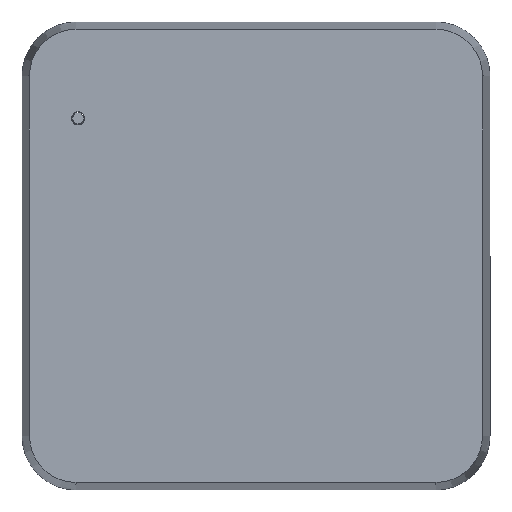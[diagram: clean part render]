
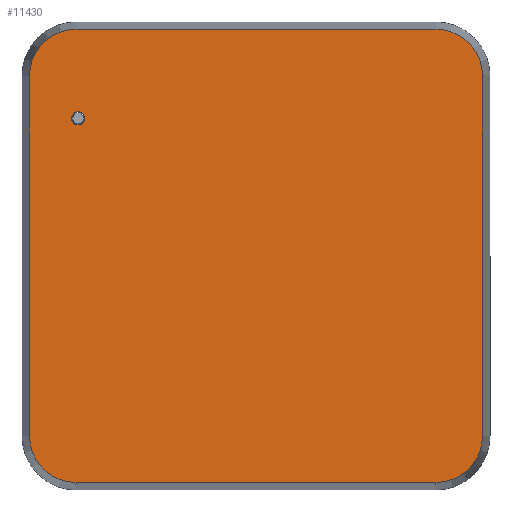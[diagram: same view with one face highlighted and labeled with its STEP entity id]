
A CAD part, top view. The second image highlights one B-rep face of the part: STEP entity #11430.
In plain terms, the highlighted planar face has unit normal (0, 0, 1).
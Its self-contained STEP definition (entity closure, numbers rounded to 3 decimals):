
#187 = VERTEX_POINT ( 'NONE', #5649 ) ;
#189 = LINE ( 'NONE', #1587, #14168 ) ;
#224 = ORIENTED_EDGE ( 'NONE', *, *, #7409, .T. ) ;
#242 = DIRECTION ( 'NONE',  ( 0., 0., 1. ) ) ;
#307 = CIRCLE ( 'NONE', #2451, 10.338 ) ;
#387 = CARTESIAN_POINT ( 'NONE',  ( 12., 92., 25. ) ) ;
#513 = VERTEX_POINT ( 'NONE', #9669 ) ;
#575 = DIRECTION ( 'NONE',  ( -1., 0., 0. ) ) ;
#756 = CARTESIAN_POINT ( 'NONE',  ( 12., 12., 25. ) ) ;
#789 = DIRECTION ( 'NONE',  ( 0., 0., 1. ) ) ;
#790 = CIRCLE ( 'NONE', #9119, 10.338 ) ;
#1100 = EDGE_CURVE ( 'NONE', #1661, #10858, #307, .T. ) ;
#1357 = EDGE_CURVE ( 'NONE', #187, #513, #7590, .T. ) ;
#1406 = CARTESIAN_POINT ( 'NONE',  ( 12., 1.662, 25. ) ) ;
#1441 = AXIS2_PLACEMENT_3D ( 'NONE', #3306, #5607, #12460 ) ;
#1587 = CARTESIAN_POINT ( 'NONE',  ( 102.338, 0., 25. ) ) ;
#1589 = ORIENTED_EDGE ( 'NONE', *, *, #14574, .T. ) ;
#1661 = VERTEX_POINT ( 'NONE', #12939 ) ;
#1682 = CARTESIAN_POINT ( 'NONE',  ( 0., 1.662, 25. ) ) ;
#1733 = DIRECTION ( 'NONE',  ( -1., 0., 0. ) ) ;
#1892 = EDGE_CURVE ( 'NONE', #6040, #10704, #11143, .T. ) ;
#2451 = AXIS2_PLACEMENT_3D ( 'NONE', #11704, #11558, #10660 ) ;
#2454 = ORIENTED_EDGE ( 'NONE', *, *, #9232, .T. ) ;
#2556 = EDGE_LOOP ( 'NONE', ( #224 ) ) ;
#2569 = CARTESIAN_POINT ( 'NONE',  ( 92., 102.338, 25. ) ) ;
#3061 = VECTOR ( 'NONE', #8397, 1000. ) ;
#3306 = CARTESIAN_POINT ( 'NONE',  ( 12.45, 82.55, 25. ) ) ;
#3392 = VERTEX_POINT ( 'NONE', #3990 ) ;
#3676 = EDGE_CURVE ( 'NONE', #513, #14267, #790, .T. ) ;
#3756 = DIRECTION ( 'NONE',  ( 0., 1., 0. ) ) ;
#3968 = DIRECTION ( 'NONE',  ( -1., 0., 0. ) ) ;
#3990 = CARTESIAN_POINT ( 'NONE',  ( 12., 102.338, 25. ) ) ;
#4782 = ORIENTED_EDGE ( 'NONE', *, *, #5983, .T. ) ;
#5160 = ORIENTED_EDGE ( 'NONE', *, *, #7560, .T. ) ;
#5367 = DIRECTION ( 'NONE',  ( 0., -1., 0. ) ) ;
#5607 = DIRECTION ( 'NONE',  ( 0., 0., -1. ) ) ;
#5649 = CARTESIAN_POINT ( 'NONE',  ( 1.662, 92., 25. ) ) ;
#5983 = EDGE_CURVE ( 'NONE', #10704, #1661, #189, .T. ) ;
#6040 = VERTEX_POINT ( 'NONE', #12768 ) ;
#6079 = ORIENTED_EDGE ( 'NONE', *, *, #1357, .T. ) ;
#6479 = CARTESIAN_POINT ( 'NONE',  ( 1.662, 0., 25. ) ) ;
#6768 = DIRECTION ( 'NONE',  ( -1., 0., 0. ) ) ;
#6837 = LINE ( 'NONE', #7960, #9017 ) ;
#6873 = ORIENTED_EDGE ( 'NONE', *, *, #1100, .T. ) ;
#7058 = CIRCLE ( 'NONE', #12301, 10.338 ) ;
#7409 = EDGE_CURVE ( 'NONE', #11820, #11820, #10962, .T. ) ;
#7560 = EDGE_CURVE ( 'NONE', #3392, #187, #7058, .T. ) ;
#7565 = AXIS2_PLACEMENT_3D ( 'NONE', #13170, #789, #575 ) ;
#7590 = LINE ( 'NONE', #6479, #8342 ) ;
#7596 = CARTESIAN_POINT ( 'NONE',  ( 0., 0., 25. ) ) ;
#7960 = CARTESIAN_POINT ( 'NONE',  ( 0., 102.338, 25. ) ) ;
#8342 = VECTOR ( 'NONE', #5367, 1000. ) ;
#8397 = DIRECTION ( 'NONE',  ( 1., 0., 0. ) ) ;
#8543 = LINE ( 'NONE', #1682, #3061 ) ;
#8799 = FACE_OUTER_BOUND ( 'NONE', #9340, .T. ) ;
#8980 = CARTESIAN_POINT ( 'NONE',  ( 102.338, 12., 25. ) ) ;
#9017 = VECTOR ( 'NONE', #6768, 1000. ) ;
#9119 = AXIS2_PLACEMENT_3D ( 'NONE', #756, #13273, #3968 ) ;
#9232 = EDGE_CURVE ( 'NONE', #14267, #6040, #8543, .T. ) ;
#9340 = EDGE_LOOP ( 'NONE', ( #6079, #10996, #2454, #9738, #4782, #6873, #1589, #5160 ) ) ;
#9669 = CARTESIAN_POINT ( 'NONE',  ( 1.662, 12., 25. ) ) ;
#9738 = ORIENTED_EDGE ( 'NONE', *, *, #1892, .T. ) ;
#9818 = CARTESIAN_POINT ( 'NONE',  ( 11., 82.55, 25. ) ) ;
#10660 = DIRECTION ( 'NONE',  ( -1., 0., 0. ) ) ;
#10704 = VERTEX_POINT ( 'NONE', #8980 ) ;
#10858 = VERTEX_POINT ( 'NONE', #2569 ) ;
#10962 = CIRCLE ( 'NONE', #1441, 1.45 ) ;
#10996 = ORIENTED_EDGE ( 'NONE', *, *, #3676, .T. ) ;
#11143 = CIRCLE ( 'NONE', #7565, 10.338 ) ;
#11430 = ADVANCED_FACE ( 'NONE', ( #13133, #8799 ), #14456, .F. ) ;
#11558 = DIRECTION ( 'NONE',  ( 0., 0., 1. ) ) ;
#11704 = CARTESIAN_POINT ( 'NONE',  ( 92., 92., 25. ) ) ;
#11820 = VERTEX_POINT ( 'NONE', #9818 ) ;
#11956 = AXIS2_PLACEMENT_3D ( 'NONE', #7596, #12228, #1733 ) ;
#12228 = DIRECTION ( 'NONE',  ( 0., 0., -1. ) ) ;
#12301 = AXIS2_PLACEMENT_3D ( 'NONE', #387, #242, #12683 ) ;
#12460 = DIRECTION ( 'NONE',  ( -1., 0., 0. ) ) ;
#12683 = DIRECTION ( 'NONE',  ( -1., 0., 0. ) ) ;
#12768 = CARTESIAN_POINT ( 'NONE',  ( 92., 1.662, 25. ) ) ;
#12939 = CARTESIAN_POINT ( 'NONE',  ( 102.338, 92., 25. ) ) ;
#13133 = FACE_BOUND ( 'NONE', #2556, .T. ) ;
#13170 = CARTESIAN_POINT ( 'NONE',  ( 92., 12., 25. ) ) ;
#13273 = DIRECTION ( 'NONE',  ( 0., 0., 1. ) ) ;
#14168 = VECTOR ( 'NONE', #3756, 1000. ) ;
#14267 = VERTEX_POINT ( 'NONE', #1406 ) ;
#14456 = PLANE ( 'NONE',  #11956 ) ;
#14574 = EDGE_CURVE ( 'NONE', #10858, #3392, #6837, .T. ) ;
